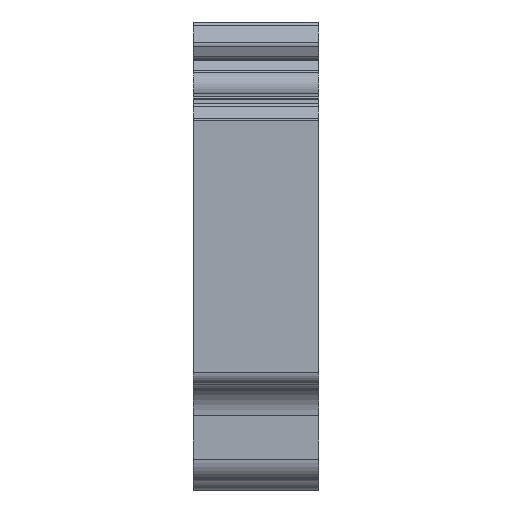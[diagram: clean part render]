
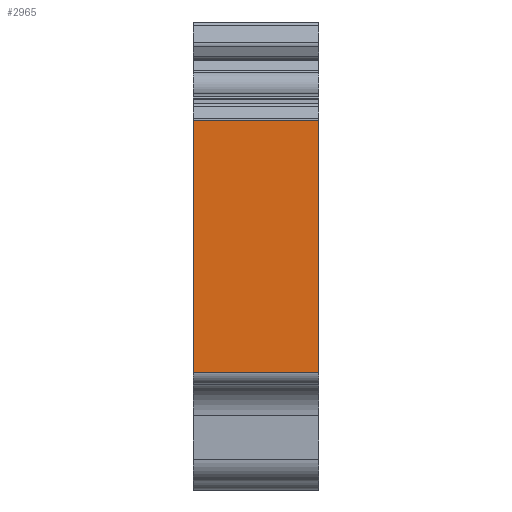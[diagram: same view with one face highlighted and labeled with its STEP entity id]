
A CAD part, left-side view. The second image highlights one B-rep face of the part: STEP entity #2965.
In plain terms, the highlighted face is planar.
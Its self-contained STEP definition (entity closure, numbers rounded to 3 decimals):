
#28 = EDGE_CURVE ( 'NONE', #2089, #7473, #6445, .T. ) ;
#343 = VECTOR ( 'NONE', #3922, 1000. ) ;
#681 = DIRECTION ( 'NONE',  ( 1., 0., 0. ) ) ;
#1313 = ORIENTED_EDGE ( 'NONE', *, *, #4219, .T. ) ;
#1586 = CARTESIAN_POINT ( 'NONE',  ( 15.95, 33.021, 7.393 ) ) ;
#1747 = LINE ( 'NONE', #7829, #6225 ) ;
#2089 = VERTEX_POINT ( 'NONE', #3164 ) ;
#2164 = FACE_OUTER_BOUND ( 'NONE', #3183, .T. ) ;
#2176 = LINE ( 'NONE', #5881, #343 ) ;
#2235 = EDGE_CURVE ( 'NONE', #7154, #6981, #1747, .T. ) ;
#2250 = VECTOR ( 'NONE', #681, 1000. ) ;
#2258 = DIRECTION ( 'NONE',  ( 0., 0., 1. ) ) ;
#2278 = CARTESIAN_POINT ( 'NONE',  ( 15.95, 33.021, 39.408 ) ) ;
#2359 = VECTOR ( 'NONE', #5745, 1000. ) ;
#2613 = ORIENTED_EDGE ( 'NONE', *, *, #7671, .F. ) ;
#2653 = LINE ( 'NONE', #1586, #2359 ) ;
#2965 = ADVANCED_FACE ( 'NONE', ( #2164 ), #7089, .T. ) ;
#3004 = CARTESIAN_POINT ( 'NONE',  ( 0., 33.021, 39.408 ) ) ;
#3164 = CARTESIAN_POINT ( 'NONE',  ( 0., 33.021, 7.393 ) ) ;
#3183 = EDGE_LOOP ( 'NONE', ( #2613, #4831, #1313, #4783 ) ) ;
#3215 = CARTESIAN_POINT ( 'NONE',  ( 0., 33.021, 7.393 ) ) ;
#3922 = DIRECTION ( 'NONE',  ( 0., 0., 1. ) ) ;
#4161 = CARTESIAN_POINT ( 'NONE',  ( 15.95, 33.021, 7.393 ) ) ;
#4219 = EDGE_CURVE ( 'NONE', #2089, #7154, #2176, .T. ) ;
#4632 = DIRECTION ( 'NONE',  ( 0., 1., 0. ) ) ;
#4783 = ORIENTED_EDGE ( 'NONE', *, *, #2235, .T. ) ;
#4831 = ORIENTED_EDGE ( 'NONE', *, *, #28, .F. ) ;
#5337 = DIRECTION ( 'NONE',  ( 1., 0., 0. ) ) ;
#5745 = DIRECTION ( 'NONE',  ( 0., 0., 1. ) ) ;
#5881 = CARTESIAN_POINT ( 'NONE',  ( 0., 33.021, 7.393 ) ) ;
#6225 = VECTOR ( 'NONE', #5337, 1000. ) ;
#6375 = AXIS2_PLACEMENT_3D ( 'NONE', #6941, #4632, #2258 ) ;
#6445 = LINE ( 'NONE', #3215, #2250 ) ;
#6941 = CARTESIAN_POINT ( 'NONE',  ( 0., 33.021, 7.393 ) ) ;
#6981 = VERTEX_POINT ( 'NONE', #2278 ) ;
#7089 = PLANE ( 'NONE',  #6375 ) ;
#7154 = VERTEX_POINT ( 'NONE', #3004 ) ;
#7473 = VERTEX_POINT ( 'NONE', #4161 ) ;
#7671 = EDGE_CURVE ( 'NONE', #7473, #6981, #2653, .T. ) ;
#7829 = CARTESIAN_POINT ( 'NONE',  ( 0., 33.021, 39.408 ) ) ;
